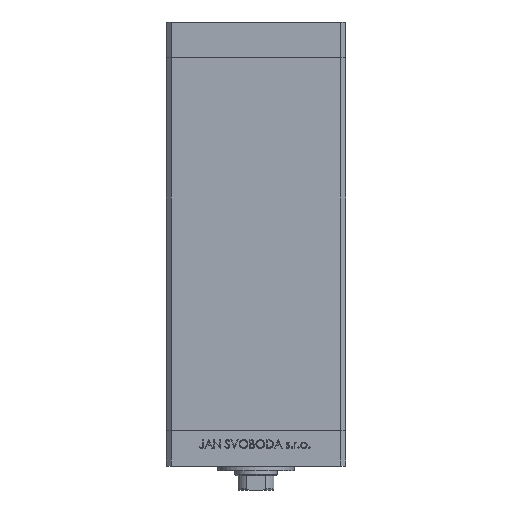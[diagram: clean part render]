
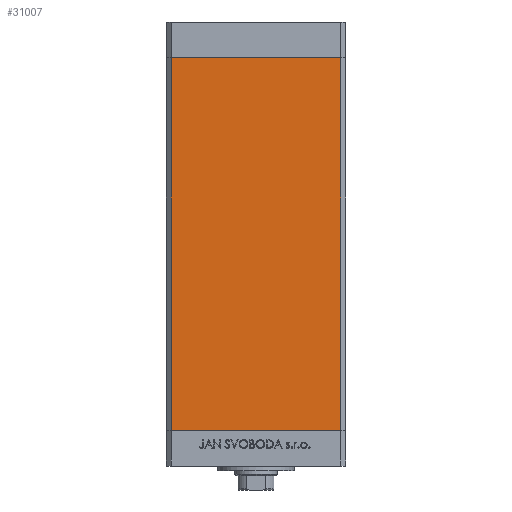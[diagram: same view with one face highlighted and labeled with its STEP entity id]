
A CAD part, front view. The second image highlights one B-rep face of the part: STEP entity #31007.
In plain terms, the highlighted planar face has unit normal (0, -1, 0).
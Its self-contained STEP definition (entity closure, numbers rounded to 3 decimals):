
#3517 = CARTESIAN_POINT ( 'NONE',  ( 35.5, -32.5, 156. ) ) ;
#3647 = LINE ( 'NONE', #44787, #38061 ) ;
#4200 = VECTOR ( 'NONE', #18745, 1000. ) ;
#6304 = DIRECTION ( 'NONE',  ( 1., 0., 0. ) ) ;
#7078 = DIRECTION ( 'NONE',  ( 0., 0., 1. ) ) ;
#7629 = DIRECTION ( 'NONE',  ( 1., 0., 0. ) ) ;
#15263 = VECTOR ( 'NONE', #6304, 1000. ) ;
#16812 = VECTOR ( 'NONE', #26245, 1000. ) ;
#16835 = FACE_OUTER_BOUND ( 'NONE', #29052, .T. ) ;
#17013 = CARTESIAN_POINT ( 'NONE',  ( -35.5, -32.5, 156. ) ) ;
#17224 = VERTEX_POINT ( 'NONE', #30539 ) ;
#17326 = ORIENTED_EDGE ( 'NONE', *, *, #30826, .F. ) ;
#17530 = CARTESIAN_POINT ( 'NONE',  ( -35.5, -32.5, 0. ) ) ;
#17624 = VERTEX_POINT ( 'NONE', #21418 ) ;
#18745 = DIRECTION ( 'NONE',  ( 0., 0., -1. ) ) ;
#21418 = CARTESIAN_POINT ( 'NONE',  ( 35.5, -32.5, 0. ) ) ;
#25561 = CARTESIAN_POINT ( 'NONE',  ( 35.5, -32.5, 156. ) ) ;
#26245 = DIRECTION ( 'NONE',  ( 0., 0., -1. ) ) ;
#29052 = EDGE_LOOP ( 'NONE', ( #45701, #43659, #17326, #36960 ) ) ;
#30539 = CARTESIAN_POINT ( 'NONE',  ( -35.5, -32.5, 0. ) ) ;
#30826 = EDGE_CURVE ( 'NONE', #47966, #39382, #3647, .T. ) ;
#31007 = ADVANCED_FACE ( 'NONE', ( #16835 ), #33739, .F. ) ;
#33739 = PLANE ( 'NONE',  #41256 ) ;
#36949 = CARTESIAN_POINT ( 'NONE',  ( -35.5, -32.5, 156. ) ) ;
#36960 = ORIENTED_EDGE ( 'NONE', *, *, #40440, .T. ) ;
#37646 = LINE ( 'NONE', #3517, #4200 ) ;
#38061 = VECTOR ( 'NONE', #7629, 1000. ) ;
#38532 = EDGE_CURVE ( 'NONE', #17224, #17624, #41618, .T. ) ;
#39382 = VERTEX_POINT ( 'NONE', #25561 ) ;
#40440 = EDGE_CURVE ( 'NONE', #47966, #17224, #48432, .T. ) ;
#41231 = DIRECTION ( 'NONE',  ( 0., 1., 0. ) ) ;
#41256 = AXIS2_PLACEMENT_3D ( 'NONE', #44479, #41231, #7078 ) ;
#41618 = LINE ( 'NONE', #17530, #15263 ) ;
#43659 = ORIENTED_EDGE ( 'NONE', *, *, #47449, .F. ) ;
#44479 = CARTESIAN_POINT ( 'NONE',  ( -35.5, -32.5, 156. ) ) ;
#44787 = CARTESIAN_POINT ( 'NONE',  ( -35.5, -32.5, 156. ) ) ;
#45701 = ORIENTED_EDGE ( 'NONE', *, *, #38532, .T. ) ;
#47449 = EDGE_CURVE ( 'NONE', #39382, #17624, #37646, .T. ) ;
#47966 = VERTEX_POINT ( 'NONE', #17013 ) ;
#48432 = LINE ( 'NONE', #36949, #16812 ) ;
